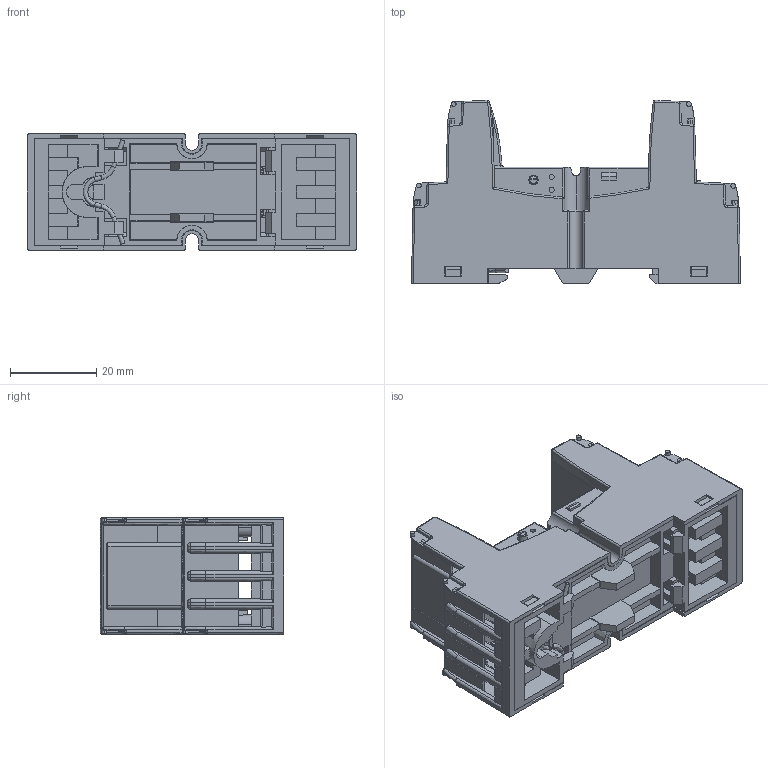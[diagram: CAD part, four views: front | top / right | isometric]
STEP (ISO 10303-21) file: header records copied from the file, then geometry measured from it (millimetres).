
FILE_DESCRIPTION (( 'STEP AP214' ), '1' );
FILE_NAME ('GZT4.STEP', '2015-02-16T07:38:11', ( '' ), ( '' ), 'SwSTEP 2.0', 'SolidWorks 2012', '' );
FILE_SCHEMA (( 'AUTOMOTIVE_DESIGN' ));
Length unit declared in the file: millimetre
Products named in the file (6): GZT4-0027 - Sprà¬yna dociskowa; GZT4-0038 - P-ytka opisowa gniazda; GZT4-0015 - Wkràt krzy¬owy M3x8; GZT4-0030.1  Pokrywa GZT4; GZT4-0020_2 - Podstawa GZT4; GZT4
Assembly tree (18 placements, depth 2):
  GZT4
    GZT4-0020_2 - Podstawa GZT4
    GZT4-0030.1  Pokrywa GZT4
    GZT4-0015 - Wkràt krzy¬owy M3x8  x14
    GZT4-0038 - P-ytka opisowa gniazda
    GZT4-0027 - Sprà¬yna dociskowa
Bounding box: 76.3 x 42.48 x 27 mm (x, y, z)
Volume: 23141.1 mm3; surface area: 32489 mm2
Topology: 18 solids, 22 shells, 3344 faces, 8370 edges, 5002 vertices
Faces by surface type: plane 1358, bspline 947, cylinder 875, cone 164
Entity records: 73021 total; most frequent: CARTESIAN_POINT 21293, ORIENTED_EDGE 10644, DIRECTION 8733, EDGE_CURVE 5322, LINE 3657, VECTOR 3657, VERTEX_POINT 3378, AXIS2_PLACEMENT_3D 2538
